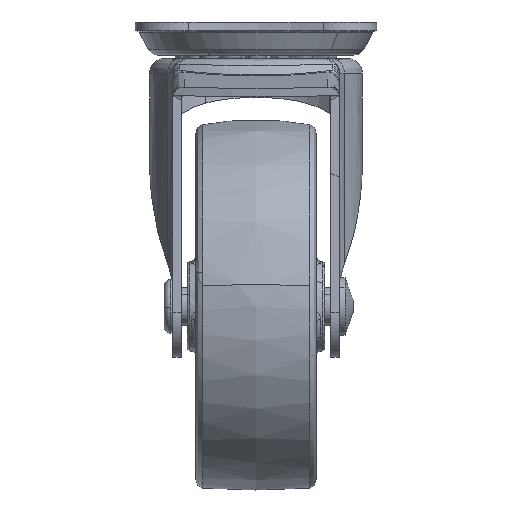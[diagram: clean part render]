
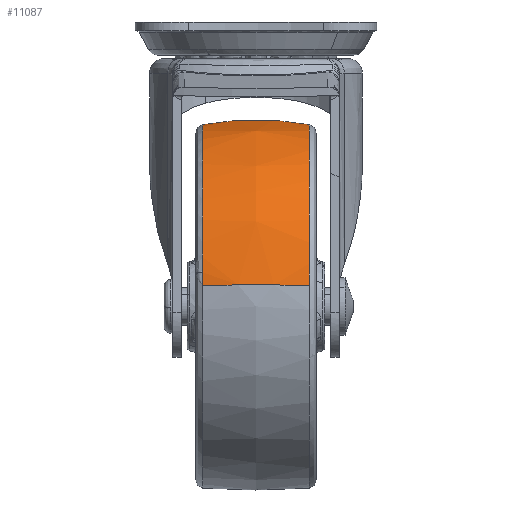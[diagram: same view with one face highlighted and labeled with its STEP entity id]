
A CAD part, left-side view. The second image highlights one B-rep face of the part: STEP entity #11087.
In plain terms, the highlighted free-form (B-spline) face has degree [2, 2] with [5, 5] control points.
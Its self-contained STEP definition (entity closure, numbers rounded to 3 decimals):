
#9836=CARTESIAN_POINT('',(-55.071,9.278,-42.073));
#9837=VERTEX_POINT('',#9836);
#9848=CARTESIAN_POINT('',(-24.0,9.278,-16.368));
#9849=VERTEX_POINT('',#9848);
#9850=CARTESIAN_POINT('',(-24.0,9.278,-16.368));
#9851=CARTESIAN_POINT('',(-25.594,9.278,-16.368));
#9852=CARTESIAN_POINT('',(-28.441,9.278,-16.584));
#9853=CARTESIAN_POINT('',(-31.954,9.278,-17.335));
#9854=CARTESIAN_POINT('',(-35.106,9.278,-18.328));
#9855=CARTESIAN_POINT('',(-38.675,9.278,-19.846));
#9856=CARTESIAN_POINT('',(-42.23,9.278,-22.029));
#9857=CARTESIAN_POINT('',(-45.759,9.278,-24.917));
#9858=CARTESIAN_POINT('',(-48.775,9.278,-28.119));
#9859=CARTESIAN_POINT('',(-51.404,9.278,-31.994));
#9860=CARTESIAN_POINT('',(-53.664,9.278,-36.603));
#9861=CARTESIAN_POINT('',(-54.666,9.278,-39.948));
#9862=CARTESIAN_POINT('',(-55.071,9.278,-42.073));
#9863=B_SPLINE_CURVE_WITH_KNOTS('',3,(#9850,#9851,#9852,#9853,#9854,#9855,#9856,#9857,#9858,#9859,#9860,#9861,#9862),.UNSPECIFIED.,.F.,.U.,(4,1,1,1,1,1,1,1,1,1,4),(0.,4.782,8.54,10.76,14.689,20.154,23.229,28.353,33.306,37.234,43.724),.UNSPECIFIED.);
#9864=EDGE_CURVE('',#9849,#9837,#9863,.T.);
#9958=CARTESIAN_POINT('',(-55.42,9.278,-44.348));
#9959=VERTEX_POINT('',#9958);
#9979=CARTESIAN_POINT('',(-55.071,9.278,-42.073));
#9980=CARTESIAN_POINT('',(-55.215,9.278,-42.827));
#9981=CARTESIAN_POINT('',(-55.331,9.278,-43.586));
#9982=CARTESIAN_POINT('',(-55.42,9.278,-44.348));
#9983=B_SPLINE_CURVE_WITH_KNOTS('',3,(#9979,#9980,#9981,#9982),.UNSPECIFIED.,.F.,.U.,(4,4),(0.,2.302),.UNSPECIFIED.);
#9984=EDGE_CURVE('',#9837,#9959,#9983,.T.);
#10202=CARTESIAN_POINT('',(-24.0,-9.278,-16.368));
#10203=VERTEX_POINT('',#10202);
#10220=CARTESIAN_POINT('',(-55.42,-9.278,-44.348));
#10221=VERTEX_POINT('',#10220);
#10222=CARTESIAN_POINT('',(-24.0,-9.278,-16.368));
#10223=CARTESIAN_POINT('',(-25.438,-9.278,-16.368));
#10224=CARTESIAN_POINT('',(-28.135,-9.278,-16.553));
#10225=CARTESIAN_POINT('',(-32.139,-9.278,-17.348));
#10226=CARTESIAN_POINT('',(-36.471,-9.278,-18.789));
#10227=CARTESIAN_POINT('',(-40.372,-9.278,-20.807));
#10228=CARTESIAN_POINT('',(-43.89,-9.278,-23.316));
#10229=CARTESIAN_POINT('',(-46.79,-9.278,-25.928));
#10230=CARTESIAN_POINT('',(-49.434,-9.278,-29.043));
#10231=CARTESIAN_POINT('',(-51.974,-9.278,-32.977));
#10232=CARTESIAN_POINT('',(-54.221,-9.278,-37.971));
#10233=CARTESIAN_POINT('',(-55.157,-9.278,-42.086));
#10234=CARTESIAN_POINT('',(-55.42,-9.278,-44.348));
#10235=B_SPLINE_CURVE_WITH_KNOTS('',3,(#10222,#10223,#10224,#10225,#10226,#10227,#10228,#10229,#10230,#10231,#10232,#10233,#10234),.UNSPECIFIED.,.F.,.U.,(4,1,1,1,1,1,1,1,1,1,4),(0.,4.315,8.091,12.226,17.979,21.215,25.171,29.665,33.441,39.194,46.026),.UNSPECIFIED.);
#10236=EDGE_CURVE('',#10203,#10221,#10235,.T.);
#11022=CARTESIAN_POINT('',(-24.0,-9.278,-16.368));
#11023=CARTESIAN_POINT('',(-24.,-6.699,-15.881));
#11024=CARTESIAN_POINT('',(-24.,-2.821,-15.461));
#11025=CARTESIAN_POINT('',(-24.,3.405,-15.516));
#11026=CARTESIAN_POINT('',(-24.,6.986,-15.935));
#11027=CARTESIAN_POINT('',(-24.0,9.278,-16.368));
#11028=B_SPLINE_CURVE_WITH_KNOTS('',3,(#11022,#11023,#11024,#11025,#11026,#11027),.UNSPECIFIED.,.F.,.U.,(4,1,1,4),(0.,7.874,11.666,18.665),.UNSPECIFIED.);
#11029=EDGE_CURVE('',#10203,#9849,#11028,.T.);
#11035=CARTESIAN_POINT('',(-55.42,-9.278,-44.348));
#11036=CARTESIAN_POINT('',(-55.868,-6.89,-44.296));
#11037=CARTESIAN_POINT('',(-56.296,-3.113,-44.246));
#11038=CARTESIAN_POINT('',(-56.296,3.113,-44.246));
#11039=CARTESIAN_POINT('',(-55.868,6.89,-44.296));
#11040=CARTESIAN_POINT('',(-55.42,9.278,-44.348));
#11041=B_SPLINE_CURVE_WITH_KNOTS('',3,(#11035,#11036,#11037,#11038,#11039,#11040),.UNSPECIFIED.,.F.,.U.,(4,1,1,4),(0.,7.291,11.374,18.665),.UNSPECIFIED.);
#11042=EDGE_CURVE('',#10221,#9959,#11041,.T.);
#11047=CARTESIAN_POINT('',(-23.796,-10.216,-16.555));
#11048=CARTESIAN_POINT('',(-23.789,-5.162,-15.5));
#11049=CARTESIAN_POINT('',(-23.789,0.0,-15.5));
#11050=CARTESIAN_POINT('',(-23.789,5.162,-15.5));
#11051=CARTESIAN_POINT('',(-23.796,10.216,-16.555));
#11052=CARTESIAN_POINT('',(-23.898,-10.216,-16.555));
#11053=CARTESIAN_POINT('',(-23.894,-5.162,-15.5));
#11054=CARTESIAN_POINT('',(-23.894,0.0,-15.5));
#11055=CARTESIAN_POINT('',(-23.894,5.162,-15.5));
#11056=CARTESIAN_POINT('',(-23.898,10.216,-16.555));
#11057=CARTESIAN_POINT('',(-52.002,-10.216,-16.555));
#11058=CARTESIAN_POINT('',(-52.941,-5.162,-15.5));
#11059=CARTESIAN_POINT('',(-52.941,0.0,-15.5));
#11060=CARTESIAN_POINT('',(-52.941,5.162,-15.5));
#11061=CARTESIAN_POINT('',(-52.002,10.216,-16.555));
#11062=CARTESIAN_POINT('',(-55.247,-10.216,-44.475));
#11063=CARTESIAN_POINT('',(-56.295,-5.162,-44.357));
#11064=CARTESIAN_POINT('',(-56.295,0.0,-44.357));
#11065=CARTESIAN_POINT('',(-56.295,5.162,-44.357));
#11066=CARTESIAN_POINT('',(-55.247,10.216,-44.475));
#11067=CARTESIAN_POINT('',(-55.26,-10.216,-44.581));
#11068=CARTESIAN_POINT('',(-56.308,-5.162,-44.466));
#11069=CARTESIAN_POINT('',(-56.308,0.0,-44.466));
#11070=CARTESIAN_POINT('',(-56.308,5.162,-44.466));
#11071=CARTESIAN_POINT('',(-55.26,10.216,-44.581));
#11079=(BOUNDED_SURFACE()B_SPLINE_SURFACE(2,2,((#11047,#11052,#11057,#11062,#11067),(#11048,#11053,#11058,#11063,#11068),(#11049,#11054,#11059,#11064,#11069),(#11050,#11055,#11060,#11065,#11070),(#11051,#11056,#11061,#11066,#11071)),.UNSPECIFIED.,.F.,.F.,.U.)B_SPLINE_SURFACE_WITH_KNOTS((3,2,3),(3,1,1,3),(0.0,10.546,21.092),(0.0,0.247,49.733,49.981),.UNSPECIFIED.)GEOMETRIC_REPRESENTATION_ITEM()RATIONAL_B_SPLINE_SURFACE(((0.951,0.95,0.693,0.909,0.91),(0.971,0.97,0.708,0.928,0.929),(1.003,1.001,0.731,0.958,0.959),(0.971,0.97,0.708,0.928,0.929),(0.951,0.95,0.693,0.909,0.91)))REPRESENTATION_ITEM('')SURFACE());
#11080=ORIENTED_EDGE('',*,*,#9864,.T.);
#11081=ORIENTED_EDGE('',*,*,#9984,.T.);
#11082=ORIENTED_EDGE('',*,*,#11042,.F.);
#11083=ORIENTED_EDGE('',*,*,#10236,.F.);
#11084=ORIENTED_EDGE('',*,*,#11029,.T.);
#11085=EDGE_LOOP('',(#11080,#11081,#11082,#11083,#11084));
#11086=FACE_OUTER_BOUND('',#11085,.T.);
#11087=ADVANCED_FACE('',(#11086),#11079,.T.);
